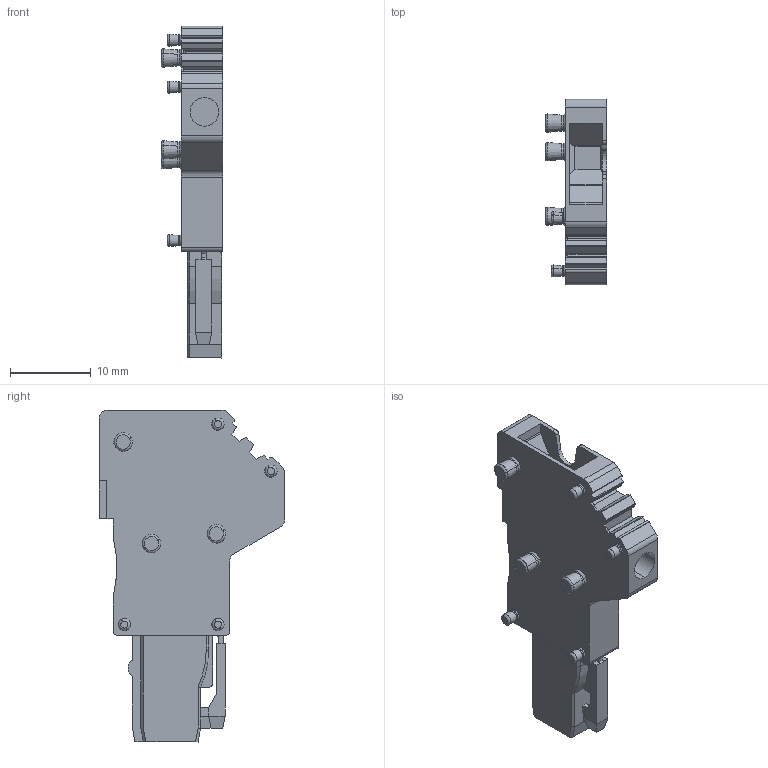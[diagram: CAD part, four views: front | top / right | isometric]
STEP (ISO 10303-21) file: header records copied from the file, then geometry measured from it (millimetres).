
FILE_DESCRIPTION(('CATIA V5 STEP Exchange','CAx-IF Rec.Pracs.--- Model Styling and Organization---1.4--- 2014-01-23'),'2;1');
FILE_NAME ('090163-2_0', '2021-06-07T08:21:49+00:00', ('none'), ('Weidmueller'), 'CATIA Version 5-6 Release 2016 SP3 HF44', 'CATIA V5 STEP AP214', 'none');
FILE_SCHEMA(('AUTOMOTIVE_DESIGN { 1 0 10303 214 1 1 1 1 }'));
Length unit declared in the file: millimetre
Products named in the file (1): GH WP2.5/1AN ZA_AllCATPart
Bounding box: 7.58 x 22.9 x 41 mm (x, y, z)
Volume: 2544.8 mm3; surface area: 2385.4 mm2
Topology: 1 solids, 1 shells, 370 faces, 903 edges, 560 vertices
Faces by surface type: plane 158, cylinder 103, cone 61, torus 48
Entity records: 10010 total; most frequent: ORIENTED_EDGE 1806, CARTESIAN_POINT 1760, DIRECTION 1439, EDGE_CURVE 903, AXIS2_PLACEMENT_3D 627, VERTEX_POINT 560, VECTOR 539, LINE 539
